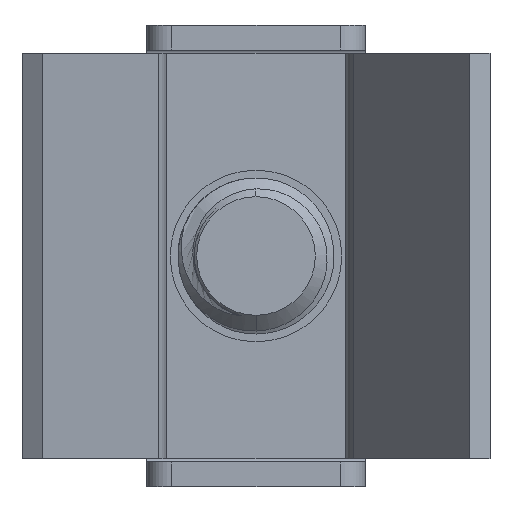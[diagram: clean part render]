
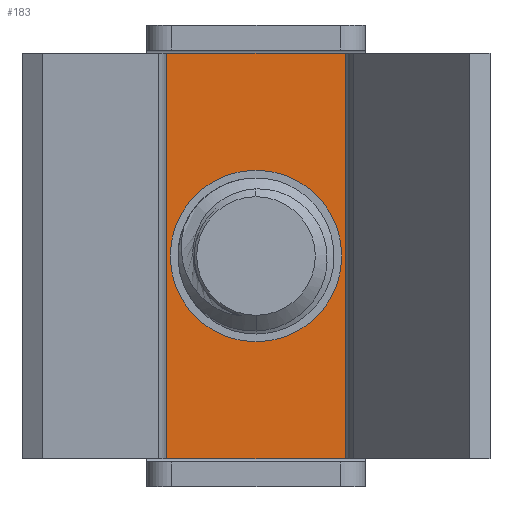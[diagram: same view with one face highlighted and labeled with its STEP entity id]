
A CAD part, front view. The second image highlights one B-rep face of the part: STEP entity #183.
In plain terms, the highlighted planar face has unit normal (0, -1, 0).
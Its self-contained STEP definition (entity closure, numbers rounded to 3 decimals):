
#183=ADVANCED_FACE('',(#541,#542),#543,.T.);
#541=FACE_OUTER_BOUND('',#1076,.T.);
#542=FACE_BOUND('',#1077,.T.);
#543=PLANE('',#1078);
#1076=EDGE_LOOP('',(#5201,#5202,#5203,#5204));
#1077=EDGE_LOOP('',(#5205,#5206));
#1078=AXIS2_PLACEMENT_3D('',#5207,#5208,#5209);
#5201=ORIENTED_EDGE('',*,*,#6842,.F.);
#5202=ORIENTED_EDGE('',*,*,#6834,.F.);
#5203=ORIENTED_EDGE('',*,*,#6843,.T.);
#5204=ORIENTED_EDGE('',*,*,#6840,.T.);
#5205=ORIENTED_EDGE('',*,*,#6844,.T.);
#5206=ORIENTED_EDGE('',*,*,#6598,.T.);
#5207=CARTESIAN_POINT('',(0.,20.97,6.5));
#5208=DIRECTION('',(0.,-1.0,0.0));
#5209=DIRECTION('',(0.0,0.0,-1.0));
#6598=EDGE_CURVE('',#7259,#7260,#7261,.T.);
#6834=EDGE_CURVE('',#7505,#7413,#7640,.T.);
#6840=EDGE_CURVE('',#7501,#7417,#7650,.T.);
#6842=EDGE_CURVE('',#7413,#7417,#7652,.T.);
#6843=EDGE_CURVE('',#7505,#7501,#7653,.T.);
#6844=EDGE_CURVE('',#7260,#7259,#7654,.T.);
#7259=VERTEX_POINT('',#8310);
#7260=VERTEX_POINT('',#8311);
#7261=CIRCLE('',#8312,2.75);
#7413=VERTEX_POINT('',#8525);
#7417=VERTEX_POINT('',#8530);
#7501=VERTEX_POINT('',#8655);
#7505=VERTEX_POINT('',#8660);
#7640=LINE('',#8868,#8869);
#7650=LINE('',#8882,#8883);
#7652=LINE('',#8886,#8887);
#7653=LINE('',#8888,#8889);
#7654=CIRCLE('',#8890,2.75);
#8310=CARTESIAN_POINT('',(2.75,20.97,0.));
#8311=CARTESIAN_POINT('',(-2.75,20.97,0.0));
#8312=AXIS2_PLACEMENT_3D('',#12926,#12927,#12928);
#8525=CARTESIAN_POINT('',(3.5,20.97,-6.5));
#8530=CARTESIAN_POINT('',(-3.5,20.97,-6.5));
#8655=CARTESIAN_POINT('',(-3.5,20.97,6.5));
#8660=CARTESIAN_POINT('',(3.5,20.97,6.5));
#8868=CARTESIAN_POINT('',(3.5,20.97,6.5));
#8869=VECTOR('',#13301,1000.0);
#8882=CARTESIAN_POINT('',(-3.5,20.97,6.5));
#8883=VECTOR('',#13311,1000.0);
#8886=CARTESIAN_POINT('',(0.,20.97,-6.5));
#8887=VECTOR('',#13313,1000.0);
#8888=CARTESIAN_POINT('',(0.,20.97,6.5));
#8889=VECTOR('',#13314,1000.0);
#8890=AXIS2_PLACEMENT_3D('',#13315,#13316,#13317);
#12926=CARTESIAN_POINT('',(0.,20.97,0.0));
#12927=DIRECTION('',(0.,1.0,0.0));
#12928=DIRECTION('',(1.0,0.,0.0));
#13301=DIRECTION('',(0.0,-0.0,-1.0));
#13311=DIRECTION('',(-0.0,-0.0,-1.0));
#13313=DIRECTION('',(-1.0,0.,-0.0));
#13314=DIRECTION('',(-1.0,0.,-0.0));
#13315=CARTESIAN_POINT('',(0.,20.97,0.0));
#13316=DIRECTION('',(0.,1.0,0.0));
#13317=DIRECTION('',(1.0,0.,0.0));
